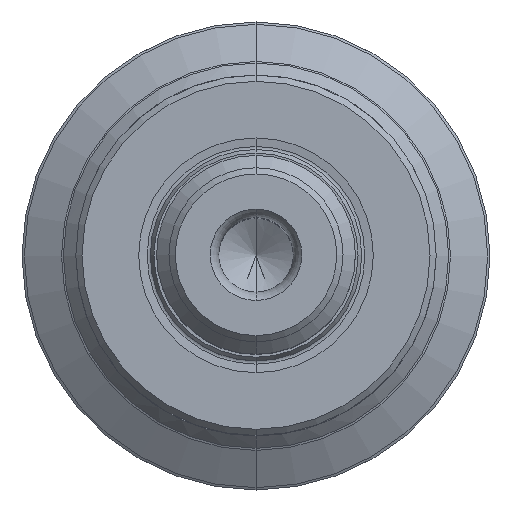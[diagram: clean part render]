
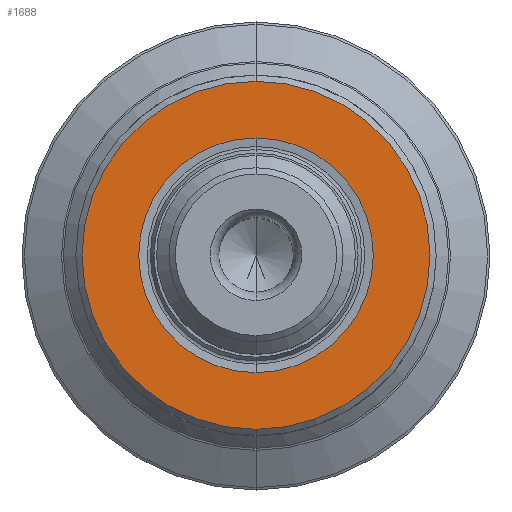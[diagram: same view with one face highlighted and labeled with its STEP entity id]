
A CAD part, top view. The second image highlights one B-rep face of the part: STEP entity #1688.
In plain terms, the highlighted face is planar.
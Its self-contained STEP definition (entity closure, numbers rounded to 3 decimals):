
#657=CARTESIAN_POINT('',(0.,0.,0.));
#658=DIRECTION('',(0.,0.,1.));
#659=DIRECTION('',(0.,1.,0.));
#660=AXIS2_PLACEMENT_3D('',#657,#658,#659);
#665=CARTESIAN_POINT('',(0.,0.,0.));
#666=DIRECTION('',(0.,0.,-1.));
#667=DIRECTION('',(0.,1.,0.));
#668=AXIS2_PLACEMENT_3D('',#665,#666,#667);
#673=CARTESIAN_POINT('',(0.,0.,0.));
#674=DIRECTION('',(0.,0.,-1.));
#675=DIRECTION('',(0.,1.,0.));
#676=AXIS2_PLACEMENT_3D('',#673,#674,#675);
#681=CARTESIAN_POINT('',(0.,0.,0.));
#682=DIRECTION('',(0.,0.,1.));
#683=DIRECTION('',(0.,1.,0.));
#684=AXIS2_PLACEMENT_3D('',#681,#682,#683);
#1272=CARTESIAN_POINT('',(0.,9.44,0.));
#1273=VERTEX_POINT('',#1272);
#1302=CARTESIAN_POINT('',(0.,-9.44,0.));
#1303=VERTEX_POINT('',#1302);
#1304=CARTESIAN_POINT('',(0.,14.,0.));
#1306=VERTEX_POINT('',#1304);
#1308=CARTESIAN_POINT('',(0.,-14.,0.));
#1310=VERTEX_POINT('',#1308);
#1673=CARTESIAN_POINT('',(0.,0.,0.));
#1674=DIRECTION('',(0.,0.,-1.));
#1675=DIRECTION('',(0.,-1.,0.));
#1676=AXIS2_PLACEMENT_3D('',#1673,#1674,#1675);
#1677=PLANE('',#1676);
#1678=ORIENTED_EDGE('',*,*,#1655,.T.);
#1679=ORIENTED_EDGE('',*,*,#1666,.F.);
#1680=EDGE_LOOP('',(#1678,#1679));
#1681=FACE_OUTER_BOUND('',#1680,.F.);
#1683=ORIENTED_EDGE('',*,*,#1682,.T.);
#1685=ORIENTED_EDGE('',*,*,#1684,.F.);
#1686=EDGE_LOOP('',(#1683,#1685));
#1687=FACE_BOUND('',#1686,.F.);
#661=CIRCLE('',#660,14.);
#669=CIRCLE('',#668,14.);
#677=CIRCLE('',#676,9.44);
#685=CIRCLE('',#684,9.44);
#1655=EDGE_CURVE('',#1306,#1310,#661,.T.);
#1666=EDGE_CURVE('',#1306,#1310,#669,.T.);
#1682=EDGE_CURVE('',#1273,#1303,#677,.T.);
#1684=EDGE_CURVE('',#1273,#1303,#685,.T.);
#1688=ADVANCED_FACE('',(#1681,#1687),#1677,.T.);
